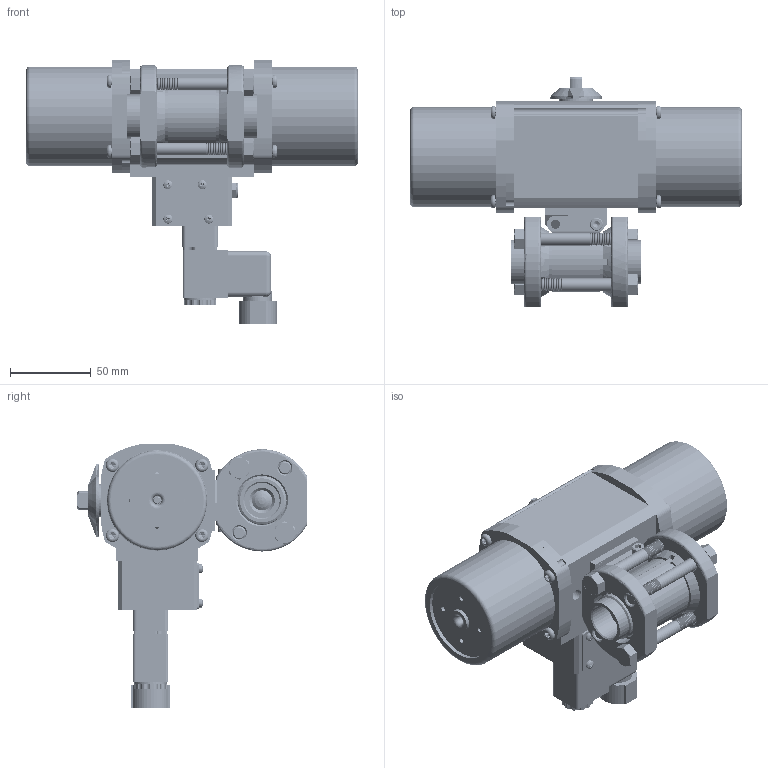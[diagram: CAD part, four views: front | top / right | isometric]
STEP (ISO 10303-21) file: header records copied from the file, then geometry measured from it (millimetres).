
FILE_DESCRIPTION (( 'STEP AP203' ), '1' );
FILE_NAME ('25XXSWSA512SR3GPDC.step', '2018-06-12T17:36:47', ( '' ), ( '' ), 'SwSTEP 2.0', 'SolidWorks 2017', '' );
FILE_SCHEMA (( 'CONFIG_CONTROL_DESIGN' ));
Length unit declared in the file: inch
Products named in the file (1): 25XXSWSA512SR3GPDC
Bounding box: 206.12 x 142.33 x 163.7 mm (x, y, z)
Volume: 651597.5 mm3; surface area: 284797.8 mm2
Topology: 63 solids, 63 shells, 5751 faces, 15369 edges, 9813 vertices
Faces by surface type: cylinder 2845, cone 1797, plane 783, torus 207, bspline 105, sphere 14
Entity records: 218409 total; most frequent: CARTESIAN_POINT 78573, ORIENTED_EDGE 30446, DIRECTION 29673, EDGE_CURVE 15223, AXIS2_PLACEMENT_3D 12062, VERTEX_POINT 9809, CIRCLE 6415, EDGE_LOOP 6194
